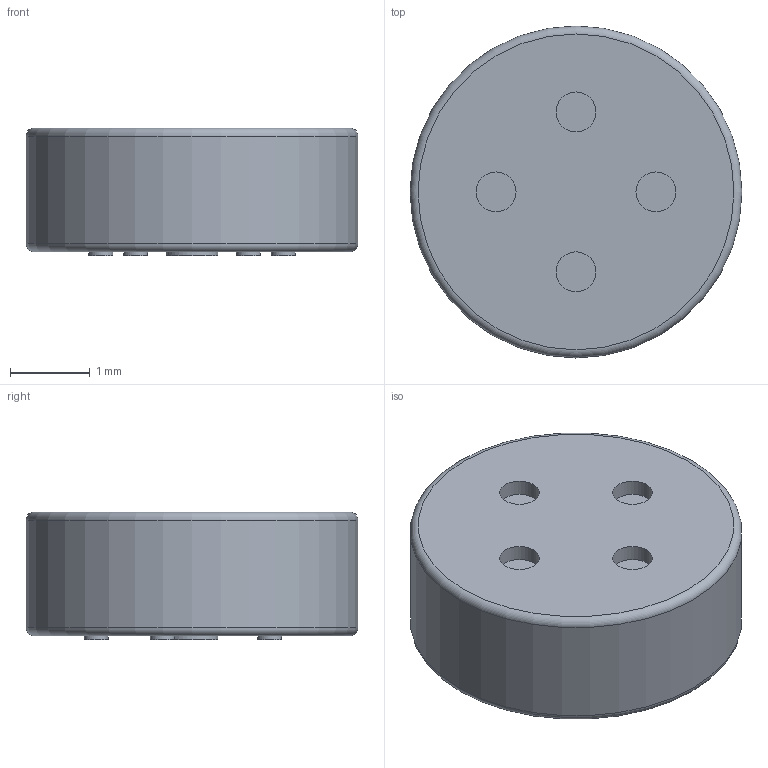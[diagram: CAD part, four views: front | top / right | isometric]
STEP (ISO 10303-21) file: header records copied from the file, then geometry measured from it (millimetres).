
FILE_DESCRIPTION(('FreeCAD Model'),'2;1');
FILE_NAME('CUI_CMC-4013-SMT.step','2020-04-08T11:02:36',('kicad StepUp'),('ksu MCAD'), 'Open CASCADE STEP processor 7.3','FreeCAD','Unknown');
FILE_SCHEMA(('AUTOMOTIVE_DESIGN { 1 0 10303 214 1 1 1 1 }'));
Length unit declared in the file: millimetre
Products named in the file (1): CUI_CMC-4013-SMT
Bounding box: 4.15 x 4.15 x 1.6 mm (x, y, z)
Volume: 20.8 mm3; surface area: 47.7 mm2
Topology: 1 solids, 1 shells, 25 faces, 37 edges, 24 vertices
Faces by surface type: plane 12, cylinder 11, torus 2
Full cylindrical faces by diameter (mm): 0.3 x5, 0.5 x4, 0.65 x1, 4.15 x1
Entity records: 744 total; most frequent: CARTESIAN_POINT 108, DIRECTION 100, ORIENTED_EDGE 74, AXIS2_PLACEMENT_3D 50, EDGE_CURVE 37, FACE_BOUND 35, EDGE_LOOP 35, ADVANCED_FACE 25
